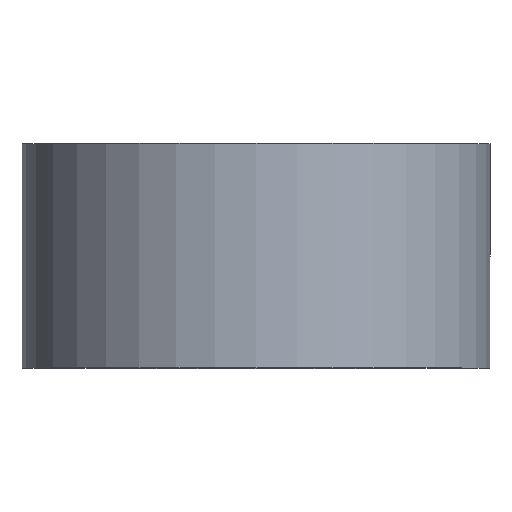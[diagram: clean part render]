
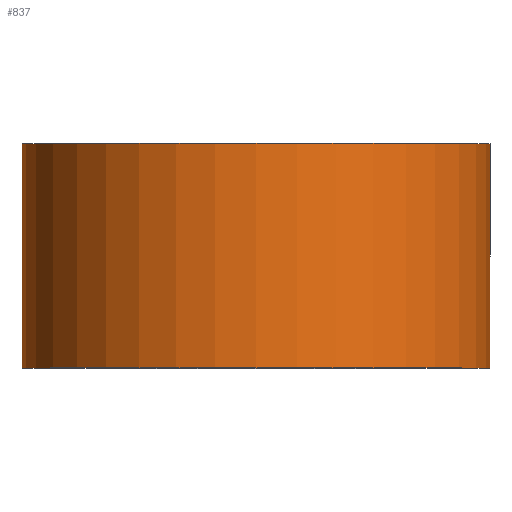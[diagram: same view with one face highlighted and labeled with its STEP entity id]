
A CAD part, top view. The second image highlights one B-rep face of the part: STEP entity #837.
In plain terms, the highlighted cylindrical face has radius 146 mm (diameter 292 mm), a full revolution.
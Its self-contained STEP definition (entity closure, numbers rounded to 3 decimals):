
#803=CARTESIAN_POINT('',(-146.0,-70.0,0.0));
#804=VERTEX_POINT('',#803);
#805=CARTESIAN_POINT('',(0.0,-70.0,0.0));
#806=DIRECTION('',(0.0,1.0,0.0));
#807=DIRECTION('',(-1.0,0.0,0.0));
#808=AXIS2_PLACEMENT_3D('',#805,#806,#807);
#809=CIRCLE('',#808,146.0);
#810=EDGE_CURVE('',#804,#804,#809,.T.);
#818=CARTESIAN_POINT('',(0.0,0.0,0.0));
#819=DIRECTION('',(0.0,1.0,0.0));
#820=DIRECTION('',(-1.0,0.0,0.0));
#821=AXIS2_PLACEMENT_3D('',#818,#819,#820);
#822=CYLINDRICAL_SURFACE('',#821,146.0);
#823=CARTESIAN_POINT('',(-146.,70.0,0.0));
#824=VERTEX_POINT('',#823);
#825=CARTESIAN_POINT('',(0.0,70.0,0.0));
#826=DIRECTION('',(0.0,1.0,0.0));
#827=DIRECTION('',(-1.0,0.0,0.0));
#828=AXIS2_PLACEMENT_3D('',#825,#826,#827);
#829=CIRCLE('',#828,146.);
#830=EDGE_CURVE('',#824,#824,#829,.T.);
#831=ORIENTED_EDGE('',*,*,#830,.F.);
#832=EDGE_LOOP('',(#831));
#833=FACE_OUTER_BOUND('',#832,.T.);
#834=ORIENTED_EDGE('',*,*,#810,.T.);
#835=EDGE_LOOP('',(#834));
#836=FACE_BOUND('',#835,.T.);
#837=ADVANCED_FACE('',(#833,#836),#822,.T.);
